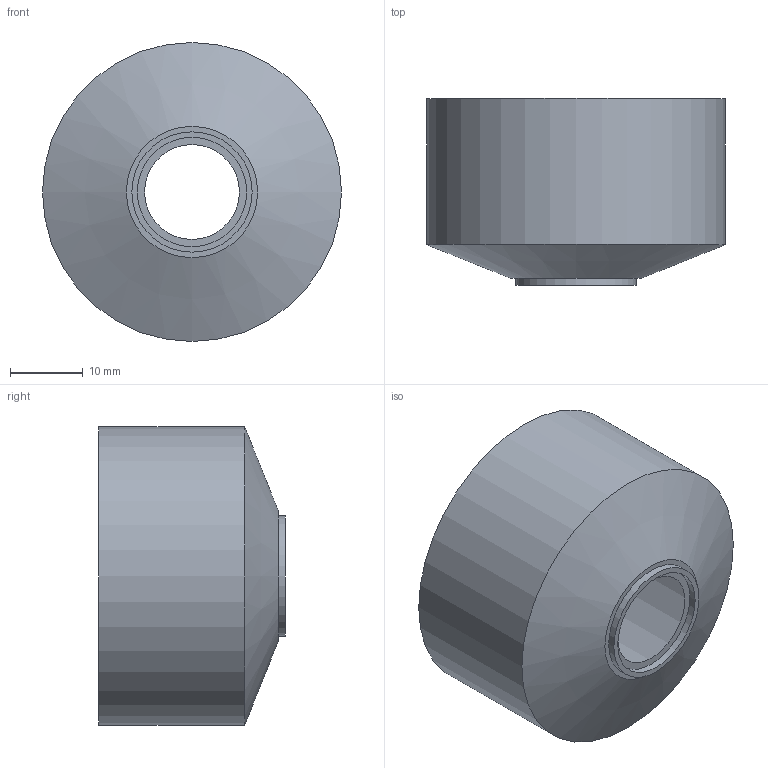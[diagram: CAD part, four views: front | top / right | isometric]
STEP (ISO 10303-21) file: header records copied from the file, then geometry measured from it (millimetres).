
FILE_DESCRIPTION(/* description */ ('Light-blocking sleeve for 2-photon microscope'),/* implementation_level */ '2;1');
FILE_NAME(/* name */ '2p Sleeve.step',/* time_stamp */ '2023-03-16T11:36:42+01:00',/* author */ ('Paul van Heumen / Tim Schröder'),/* organization */ ('www.3Dneuro.com'),/* preprocessor_version */ 'ST-DEVELOPER v19.2',/* originating_system */ 'Autodesk Translation Framework v11.17.0.187',/* authorisation */ '');
FILE_SCHEMA (('AUTOMOTIVE_DESIGN { 1 0 10303 214 3 1 1 }'));
Length unit declared in the file: millimetre
Products named in the file (1): 2p Sleeve
Bounding box: 41 x 25.6 x 41 mm (x, y, z)
Volume: 4758.8 mm3; surface area: 7549.2 mm2
Topology: 1 solids, 1 shells, 10 faces, 16 edges, 10 vertices
Faces by surface type: plane 4, cylinder 4, cone 2
Full cylindrical faces by diameter (mm): 15 x1, 16.5 x1, 38 x1, 41 x1
Entity records: 278 total; most frequent: DIRECTION 48, CARTESIAN_POINT 37, ORIENTED_EDGE 32, AXIS2_PLACEMENT_3D 21, EDGE_CURVE 16, EDGE_LOOP 14, FACE_OUTER_BOUND 10, CIRCLE 10
